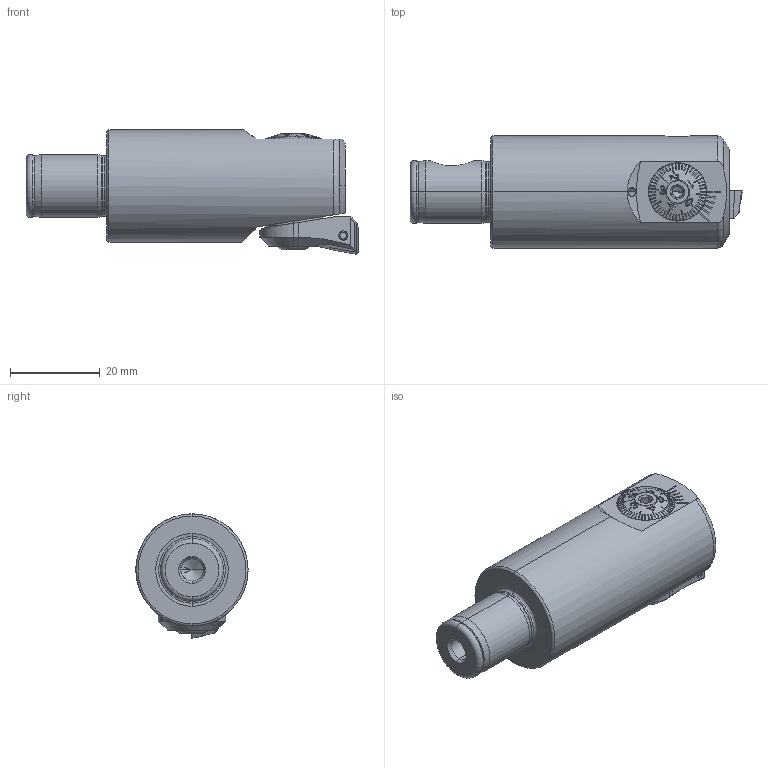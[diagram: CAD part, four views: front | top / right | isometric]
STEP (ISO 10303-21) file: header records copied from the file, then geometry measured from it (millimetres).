
FILE_DESCRIPTION (( 'STEP AP203' ), '1' );
FILE_NAME ('C04.025.031.056.STEP', '2018-02-26T07:43:36', ( 'SWIAdmin' ), ( 'Hewlett-Packard Company' ), 'SwSTEP 2.0', 'SolidWorks 2017', '' );
FILE_SCHEMA (( 'CONFIG_CONTROL_DESIGN' ));
Length unit declared in the file: millimetre
Products named in the file (18): F25-WCA.001.006_C_fertigbearbeitet; F25-BG1.002.013_C; CCMT060204; F25-BG2.010.011_A; WCA-ER2.001.006_A; F25-BG2.013.003_A; F25-WCA.001.006; F25-BG2.013.004_A; F25-ER1.101.008_A; DIN 3771 - 11x1; F25-BG3.005.018_A; F25-BG2.008.009_A; ISO 4026 - M5 x 4_PreviewCfg; F25-BG1.009.006_A; T7 M2.5 x 6_PreviewCfg; F25-BG1.012.013; WH2-F25.K20.056_B; C04.025.031.056
Assembly tree (17 placements, depth 3):
  C04.025.031.056
    WH2-F25.K20.056_B
    F25-BG1.012.013
      F25-BG1.002.013_C
      F25-BG2.010.011_A
      F25-BG2.013.003_A
      F25-BG2.013.004_A
      DIN 3771 - 11x1
      F25-BG2.008.009_A
      F25-BG1.009.006_A
    F25-WCA.001.006
      F25-WCA.001.006_C_fertigbearbeitet
      CCMT060204
      WCA-ER2.001.006_A
    F25-ER1.101.008_A
    F25-BG3.005.018_A
    ISO 4026 - M5 x 4_PreviewCfg
    T7 M2.5 x 6_PreviewCfg
Bounding box: 74 x 25 x 27.7 mm (x, y, z)
Volume: 26619.5 mm3; surface area: 12763 mm2
Topology: 17 solids, 17 shells, 798 faces, 2034 edges, 1276 vertices
Faces by surface type: plane 341, cone 197, cylinder 146, torus 65, bspline 47, sphere 2
Entity records: 28806 total; most frequent: CARTESIAN_POINT 8558, ORIENTED_EDGE 4040, DIRECTION 3549, EDGE_CURVE 2020, AXIS2_PLACEMENT_3D 1374, VERTEX_POINT 1276, EDGE_LOOP 850, LINE 801
